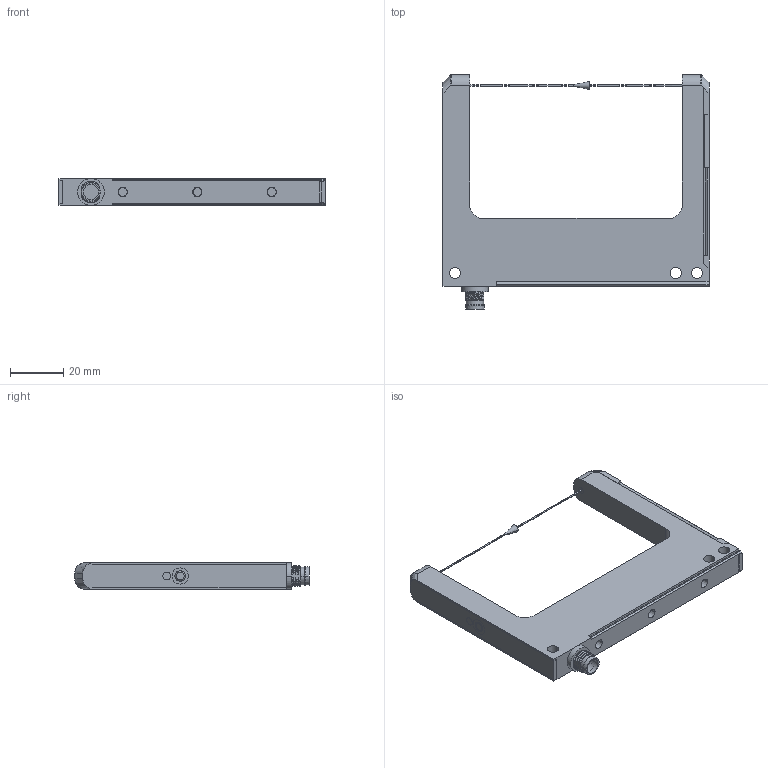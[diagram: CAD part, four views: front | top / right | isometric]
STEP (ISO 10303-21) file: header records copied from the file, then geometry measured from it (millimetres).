
FILE_DESCRIPTION((''),'2;1');
FILE_NAME('FGL_80_NONE_ASM','2010-12-03T',('mabamberg'),(''),'PRO/ENGINEER BY PARAMETRIC TECHNOLOGY CORPORATION, 2006300','PRO/ENGINEER BY PARAMETRIC TECHNOLOGY CORPORATION, 2006300','');
FILE_SCHEMA(('CONFIG_CONTROL_DESIGN'));
Length unit declared in the file: millimetre
Products named in the file (31): TEIL1_NONE; GEHAEUSE_FGL_VERSION4_80ER_03_N_ASM; _TEIL1_NONE; DECKEL_SENDER_SCHWALBENSCHWANZ__ASM; ____TEIL1_NONE; _WEICHTEIL_NONE; _DECKEL_EMPFAENGER_VERSION4_50E_ASM; BB7EE-24626; BB7EE-24714; BB7EE-24802; BB7EE-24890; BB7EE-24978; BB7EE-25196; BB7EE-25284; BB7EE-25372; BB7EE-25460; BB7EE-25548; BB7EE-25636; BB7EE-25724; BB7EE-25812; BB7EE-25900; BB7EE-25988; BB7EE-26076; BB7EE-26164; BB7EE-26252; BB7EE-26350; BB7EE-26458; BB7EE-26556; BB7EE-26664; OPTISCHE_ACHSE_3_NONE_ASM; FGL_80_NONE_ASM
Assembly tree (30 placements, depth 3):
  FGL_80_NONE_ASM
    GEHAEUSE_FGL_VERSION4_80ER_03_N_ASM
      TEIL1_NONE
    DECKEL_SENDER_SCHWALBENSCHWANZ__ASM
      _TEIL1_NONE
    _DECKEL_EMPFAENGER_VERSION4_50E_ASM
      ____TEIL1_NONE
      _WEICHTEIL_NONE
    OPTISCHE_ACHSE_3_NONE_ASM
      BB7EE-24626
      BB7EE-24714
      BB7EE-24802
      BB7EE-24890
      BB7EE-24978
      BB7EE-25196
      BB7EE-25284
      BB7EE-25372
      BB7EE-25460
      BB7EE-25548
      BB7EE-25636
      BB7EE-25724
      BB7EE-25812
      BB7EE-25900
      BB7EE-25988
      BB7EE-26076
      BB7EE-26164
      BB7EE-26252
      BB7EE-26350
      BB7EE-26458
      BB7EE-26556
      BB7EE-26664
Bounding box: 100 x 88.1 x 10 mm (x, y, z)
Volume: 34514.9 mm3; surface area: 16859.9 mm2
Topology: 26 solids, 26 shells, 298 faces, 712 edges, 477 vertices
Faces by surface type: plane 153, cylinder 103, bspline 22, cone 16, extrusion 4
Entity records: 13803 total; most frequent: CARTESIAN_POINT 3776, DIRECTION 1568, ORIENTED_EDGE 1424, PRESENTATION_STYLE_ASSIGNMENT 738, STYLED_ITEM 738, CURVE_STYLE 712, EDGE_CURVE 712, AXIS2_PLACEMENT_3D 592
